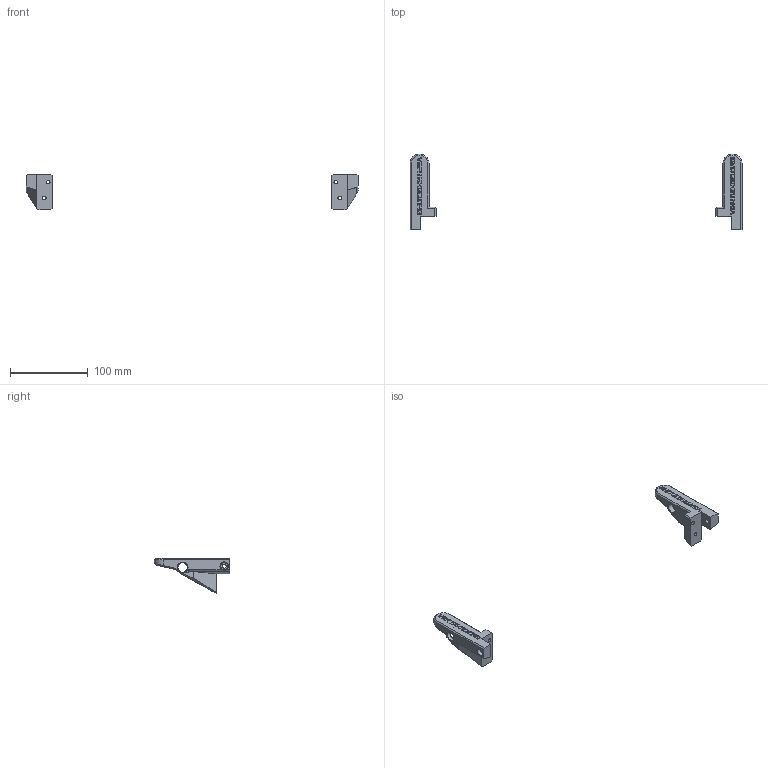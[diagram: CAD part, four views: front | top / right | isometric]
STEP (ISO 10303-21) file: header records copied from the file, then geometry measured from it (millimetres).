
FILE_DESCRIPTION(/* description */ (''),/* implementation_level */ '2;1');
FILE_NAME(/* name */ 'Z_TOP_REINFORCEMENTS.step',/* time_stamp */ '2021-09-09T23:58:25+02:00',/* author */ (''),/* organization */ (''),/* preprocessor_version */ 'ST-DEVELOPER v18.1',/* originating_system */ 'Autodesk Translation Framework v10.10.0.1391',/* authorisation */ '');
FILE_SCHEMA (('AUTOMOTIVE_DESIGN { 1 0 10303 214 3 1 1 }'));
Length unit declared in the file: millimetre
Products named in the file (2): Z_TOP_REINFORCEMENTS; Z_TOP_REINFORCEMENTS_1
Assembly tree (1 placements, depth 2):
  Z_TOP_REINFORCEMENTS
    Z_TOP_REINFORCEMENTS_1
Bounding box: 427.35 x 96.99 x 45.2 mm (x, y, z)
Volume: 83044.8 mm3; surface area: 25354.4 mm2
Topology: 2 solids, 2 shells, 586 faces, 1642 edges, 1092 vertices
Faces by surface type: bspline 376, plane 148, cylinder 48, cone 14
Full cylindrical faces by diameter (mm): 4.5 x4, 5 x2, 7.5 x4, 9 x2, 10.274 x8, 12.1 x4, 12.227 x6
Entity records: 27150 total; most frequent: CARTESIAN_POINT 14951, ORIENTED_EDGE 3284, EDGE_CURVE 1642, DIRECTION 1268, VERTEX_POINT 1092, B_SPLINE_CURVE_WITH_KNOTS 862, LINE 670, VECTOR 670
